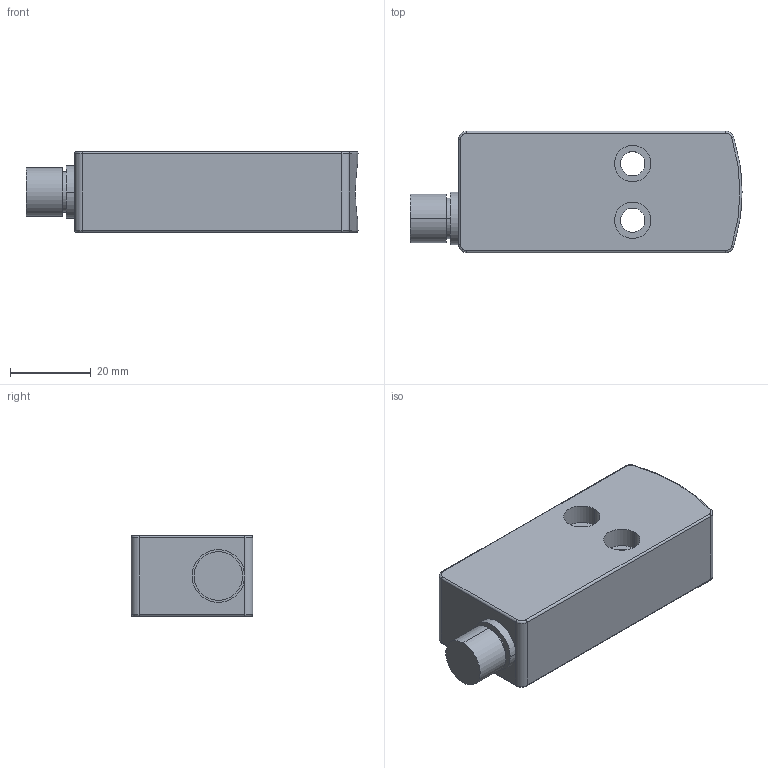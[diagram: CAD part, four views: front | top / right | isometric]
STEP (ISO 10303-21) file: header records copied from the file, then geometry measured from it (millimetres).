
FILE_DESCRIPTION((''),'2;1');
FILE_NAME('SLA5_E_92_F300087A','2006-01-03T',('Pepperl+Fuchs'),('Industriehansa'),'PRO/ENGINEER BY PARAMETRIC TECHNOLOGY CORPORATION, 2005290','PRO/ENGINEER BY PARAMETRIC TECHNOLOGY CORPORATION, 2005290','');
FILE_SCHEMA(('AUTOMOTIVE_DESIGN_CC2 { 1 2 10303 214 -1 1 5 2 }'));
Length unit declared in the file: millimetre
Products named in the file (1): SLA5_E_92_F300087A
Bounding box: 82 x 30 x 20 mm (x, y, z)
Volume: 40795.8 mm3; surface area: 9302.8 mm2
Topology: 1 solids, 1 shells, 54 faces, 134 edges, 105 vertices
Faces by surface type: cylinder 31, plane 13, torus 10
Entity records: 2211 total; most frequent: DIRECTION 315, CARTESIAN_POINT 297, ORIENTED_EDGE 234, PRESENTATION_STYLE_ASSIGNMENT 146, STYLED_ITEM 140, CURVE_STYLE 135, AXIS2_PLACEMENT_3D 129, EDGE_CURVE 117
